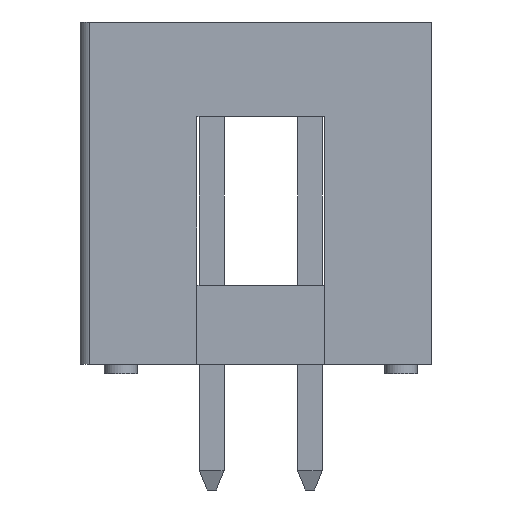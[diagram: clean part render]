
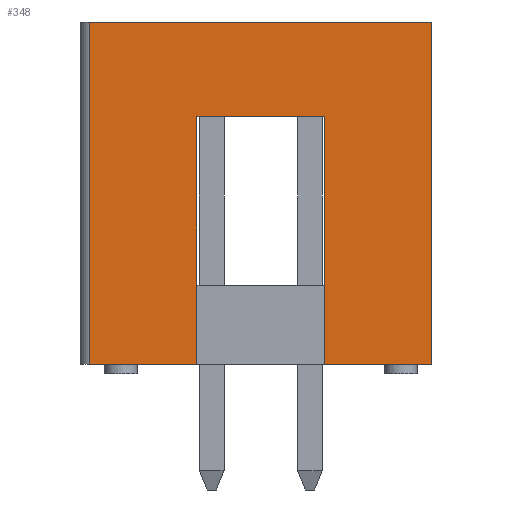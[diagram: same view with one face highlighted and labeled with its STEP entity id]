
A CAD part, left-side view. The second image highlights one B-rep face of the part: STEP entity #348.
In plain terms, the highlighted planar face has unit normal (-1, 0, 0).
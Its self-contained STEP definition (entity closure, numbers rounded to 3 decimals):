
#348 = ADVANCED_FACE( '', ( #733 ), #734, .T. );
#733 = FACE_OUTER_BOUND( '', #1190, .T. );
#734 = PLANE( '', #1191 );
#1190 = EDGE_LOOP( '', ( #1845, #1846, #1847, #1848, #1849, #1850, #1851, #1852 ) );
#1191 = AXIS2_PLACEMENT_3D( '', #1853, #1854, #1855 );
#1845 = ORIENTED_EDGE( '', *, *, #2818, .T. );
#1846 = ORIENTED_EDGE( '', *, *, #2934, .T. );
#1847 = ORIENTED_EDGE( '', *, *, #2785, .F. );
#1848 = ORIENTED_EDGE( '', *, *, #2935, .T. );
#1849 = ORIENTED_EDGE( '', *, *, #2936, .T. );
#1850 = ORIENTED_EDGE( '', *, *, #2931, .F. );
#1851 = ORIENTED_EDGE( '', *, *, #2789, .F. );
#1852 = ORIENTED_EDGE( '', *, *, #2937, .F. );
#1853 = CARTESIAN_POINT( '', ( -10.18, -4.425, -4.425 ) );
#1854 = DIRECTION( '', ( -1., 0., 0. ) );
#1855 = DIRECTION( '', ( 0., 0., 1. ) );
#2785 = EDGE_CURVE( '', #3301, #3303, #3304, .T. );
#2789 = EDGE_CURVE( '', #3309, #3311, #3312, .T. );
#2818 = EDGE_CURVE( '', #3360, #3361, #3362, .T. );
#2931 = EDGE_CURVE( '', #3311, #3537, #3538, .T. );
#2934 = EDGE_CURVE( '', #3361, #3303, #3541, .T. );
#2935 = EDGE_CURVE( '', #3301, #3542, #3543, .T. );
#2936 = EDGE_CURVE( '', #3542, #3537, #3544, .T. );
#2937 = EDGE_CURVE( '', #3360, #3309, #3545, .T. );
#3301 = VERTEX_POINT( '', #4017 );
#3303 = VERTEX_POINT( '', #4020 );
#3304 = LINE( '', #4021, #4022 );
#3309 = VERTEX_POINT( '', #4029 );
#3311 = VERTEX_POINT( '', #4032 );
#3312 = LINE( '', #4033, #4034 );
#3360 = VERTEX_POINT( '', #4104 );
#3361 = VERTEX_POINT( '', #4105 );
#3362 = LINE( '', #4106, #4107 );
#3537 = VERTEX_POINT( '', #4369 );
#3538 = LINE( '', #4370, #4371 );
#3541 = LINE( '', #4375, #4376 );
#3542 = VERTEX_POINT( '', #4377 );
#3543 = LINE( '', #4378, #4379 );
#3544 = LINE( '', #4380, #4381 );
#3545 = LINE( '', #4382, #4383 );
#4017 = CARTESIAN_POINT( '', ( -10.18, -4.425, -4.425 ) );
#4020 = CARTESIAN_POINT( '', ( -10.18, -1.65, -4.425 ) );
#4021 = CARTESIAN_POINT( '', ( -10.18, -4.425, -4.425 ) );
#4022 = VECTOR( '', #4928, 1000. );
#4029 = CARTESIAN_POINT( '', ( -10.18, 1.65, -4.425 ) );
#4032 = CARTESIAN_POINT( '', ( -10.18, 4.425, -4.425 ) );
#4033 = CARTESIAN_POINT( '', ( -10.18, -4.425, -4.425 ) );
#4034 = VECTOR( '', #4932, 1000. );
#4104 = CARTESIAN_POINT( '', ( -10.18, 1.65, 1.975 ) );
#4105 = CARTESIAN_POINT( '', ( -10.18, -1.65, 1.975 ) );
#4106 = CARTESIAN_POINT( '', ( -10.18, 1.65, 1.975 ) );
#4107 = VECTOR( '', #4958, 1000. );
#4369 = CARTESIAN_POINT( '', ( -10.18, 4.425, 4.425 ) );
#4370 = CARTESIAN_POINT( '', ( -10.18, 4.425, -4.425 ) );
#4371 = VECTOR( '', #5046, 1000. );
#4375 = CARTESIAN_POINT( '', ( -10.18, -1.65, 1.975 ) );
#4376 = VECTOR( '', #5048, 1000. );
#4377 = CARTESIAN_POINT( '', ( -10.18, -4.425, 4.425 ) );
#4378 = CARTESIAN_POINT( '', ( -10.18, -4.425, -4.425 ) );
#4379 = VECTOR( '', #5049, 1000. );
#4380 = CARTESIAN_POINT( '', ( -10.18, -4.425, 4.425 ) );
#4381 = VECTOR( '', #5050, 1000. );
#4382 = CARTESIAN_POINT( '', ( -10.18, 1.65, 1.975 ) );
#4383 = VECTOR( '', #5051, 1000. );
#4928 = DIRECTION( '', ( 0., 1., 0. ) );
#4932 = DIRECTION( '', ( 0., 1., 0. ) );
#4958 = DIRECTION( '', ( 0., -1., 0. ) );
#5046 = DIRECTION( '', ( 0., 0., 1. ) );
#5048 = DIRECTION( '', ( 0., 0., -1. ) );
#5049 = DIRECTION( '', ( 0., 0., 1. ) );
#5050 = DIRECTION( '', ( 0., 1., 0. ) );
#5051 = DIRECTION( '', ( 0., 0., -1. ) );
